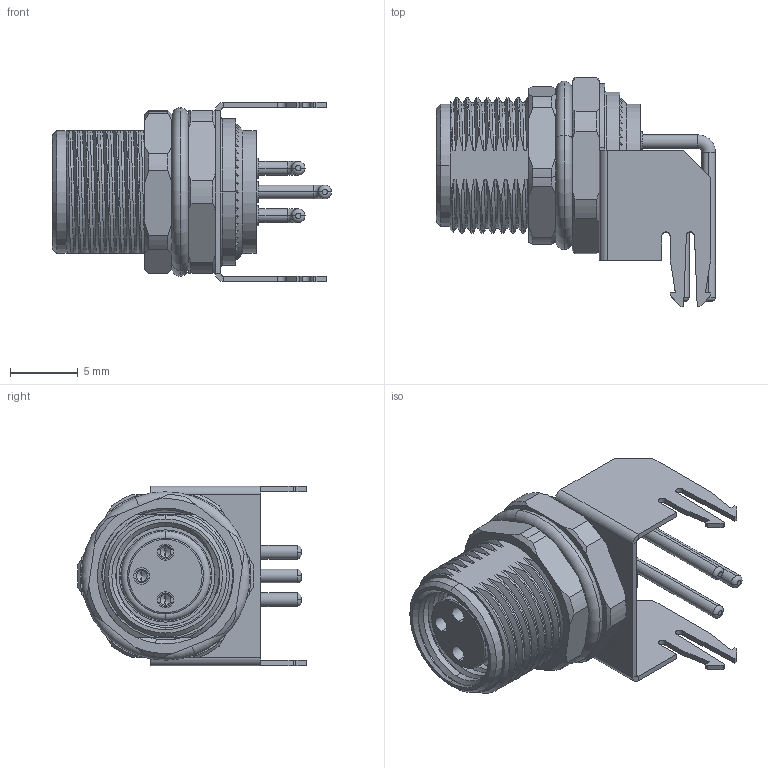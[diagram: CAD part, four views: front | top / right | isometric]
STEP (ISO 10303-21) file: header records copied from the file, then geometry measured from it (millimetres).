
FILE_DESCRIPTION (( 'STEP AP203' ), '1' );
FILE_NAME ('54-00273_A.STEP', '2022-05-10T18:11:44', ( '' ), ( '' ), 'SwSTEP 2.0', 'SolidWorks 2021', '' );
FILE_SCHEMA (( 'CONFIG_CONTROL_DESIGN' ));
Length unit declared in the file: millimetre
Products named in the file (9): 54-00273-07; 54-00273_A; 54-00273-06___; 54-00273-04___; 54-00273-01___; 54-00273-05___; 54-00273-08; 54-00273-03; 54-00273-02___
Assembly tree (9 placements, depth 2):
  54-00273_A
    54-00273-01___
    54-00273-02___
    54-00273-03  x2
    54-00273-04___
    54-00273-05___
    54-00273-06___
    54-00273-07
    54-00273-08
Bounding box: 20.55 x 16.89 x 13.2 mm (x, y, z)
Volume: 1214 mm3; surface area: 2975.8 mm2
Topology: 9 solids, 9 shells, 883 faces, 2223 edges, 1369 vertices
Faces by surface type: plane 346, cylinder 249, cone 180, bspline 70, torus 38
Entity records: 50985 total; most frequent: CARTESIAN_POINT 33131, ORIENTED_EDGE 3814, DIRECTION 3252, EDGE_CURVE 1907, AXIS2_PLACEMENT_3D 1253, VERTEX_POINT 1193, EDGE_LOOP 774, LINE 746
